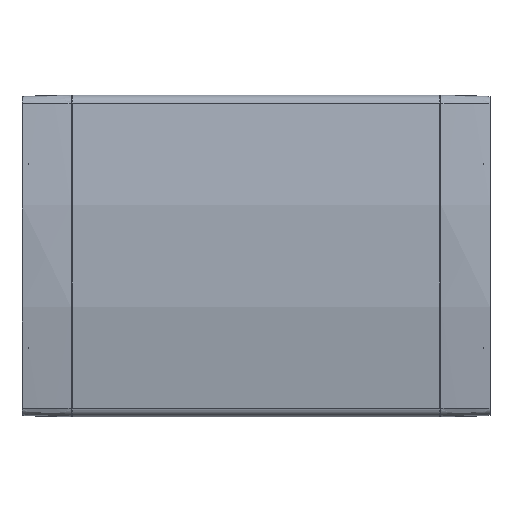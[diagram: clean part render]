
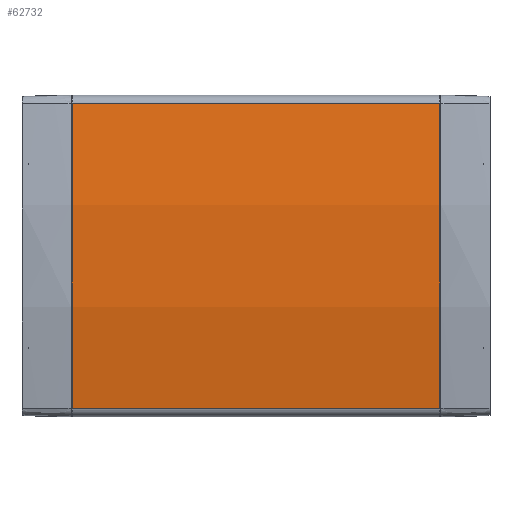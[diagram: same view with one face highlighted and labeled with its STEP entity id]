
A CAD part, top view. The second image highlights one B-rep face of the part: STEP entity #62732.
In plain terms, the highlighted cylindrical face has radius 1004 mm (diameter 2008 mm), a partial arc.
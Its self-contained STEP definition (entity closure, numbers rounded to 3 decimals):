
#146=CYLINDRICAL_SURFACE('',#66958,1004.);
#6215=LINE('',#110253,#11624);
#6216=LINE('',#110255,#11625);
#11624=VECTOR('',#77595,10.);
#11625=VECTOR('',#77598,10.);
#16670=FACE_OUTER_BOUND('',#20065,.T.);
#20065=EDGE_LOOP('',(#49700,#49701,#49702,#49703));
#22614=CIRCLE('',#66940,1004.);
#22618=CIRCLE('',#66945,1004.);
#28306=VERTEX_POINT('',#110198);
#28308=VERTEX_POINT('',#110201);
#28314=VERTEX_POINT('',#110215);
#28315=VERTEX_POINT('',#110216);
#35886=EDGE_CURVE('',#28308,#28306,#22614,.T.);
#35893=EDGE_CURVE('',#28314,#28315,#22618,.T.);
#35912=EDGE_CURVE('',#28306,#28314,#6215,.T.);
#35913=EDGE_CURVE('',#28308,#28315,#6216,.T.);
#49700=ORIENTED_EDGE('',*,*,#35893,.T.);
#49701=ORIENTED_EDGE('',*,*,#35913,.F.);
#49702=ORIENTED_EDGE('',*,*,#35886,.T.);
#49703=ORIENTED_EDGE('',*,*,#35912,.T.);
#62732=ADVANCED_FACE('',(#16670),#146,.T.);
#66940=AXIS2_PLACEMENT_3D('',#110202,#77547,#77548);
#66945=AXIS2_PLACEMENT_3D('',#110217,#77560,#77561);
#66958=AXIS2_PLACEMENT_3D('',#110254,#77596,#77597);
#77547=DIRECTION('center_axis',(-1.,0.,0.));
#77548=DIRECTION('ref_axis',(0.,-0.181,-0.983));
#77560=DIRECTION('center_axis',(1.,0.,0.));
#77561=DIRECTION('ref_axis',(0.,-0.181,-0.983));
#77595=DIRECTION('',(-1.,0.,0.));
#77596=DIRECTION('center_axis',(-1.,0.,0.));
#77597=DIRECTION('ref_axis',(0.,-0.181,-0.983));
#77598=DIRECTION('',(-1.,0.,0.));
#110198=CARTESIAN_POINT('',(219.,181.792,92.405));
#110201=CARTESIAN_POINT('',(219.,-181.792,92.405));
#110202=CARTESIAN_POINT('Origin',(219.,0.,-895.));
#110215=CARTESIAN_POINT('',(-219.,181.792,92.405));
#110216=CARTESIAN_POINT('',(-219.,-181.792,92.405));
#110217=CARTESIAN_POINT('Origin',(-219.,0.,-895.));
#110253=CARTESIAN_POINT('',(219.,181.792,92.405));
#110254=CARTESIAN_POINT('Origin',(219.,0.,-895.));
#110255=CARTESIAN_POINT('',(219.,-181.792,92.405));
